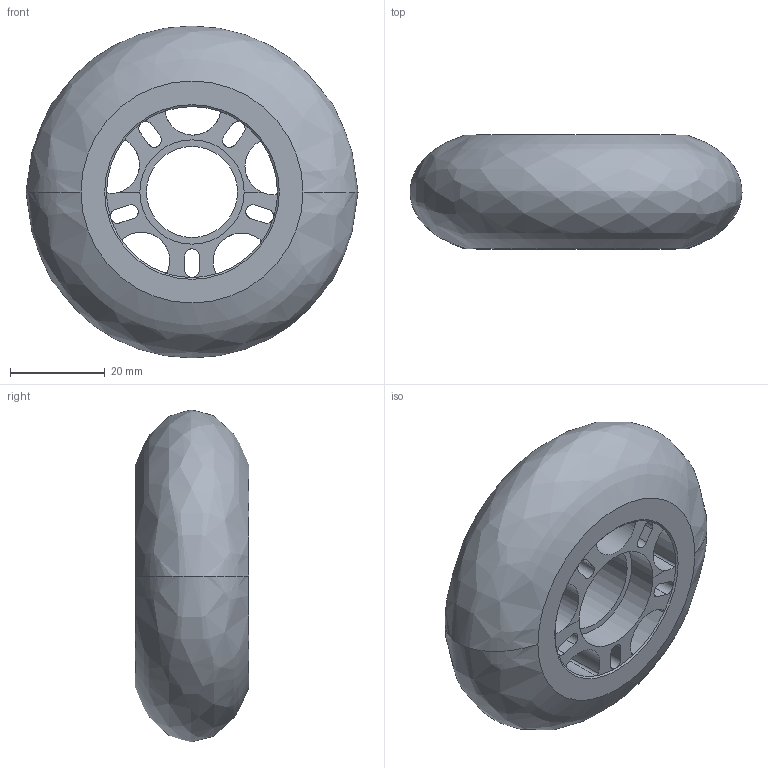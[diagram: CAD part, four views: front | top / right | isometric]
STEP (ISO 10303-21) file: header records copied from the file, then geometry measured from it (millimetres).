
FILE_DESCRIPTION (( 'STEP AP203' ), '1' );
FILE_NAME ('Pololu_scooter_skate_wheel_3272.STEP', '2019-12-22T23:27:29', ( '' ), ( '' ), 'SwSTEP 2.0', 'SolidWorks 2018', '' );
FILE_SCHEMA (( 'CONFIG_CONTROL_DESIGN' ));
Length unit declared in the file: millimetre
Products named in the file (1): Pololu_scooter_skate_wheel_3272
Bounding box: 70 x 24 x 70 mm (x, y, z)
Volume: 60354.5 mm3; surface area: 15783 mm2
Topology: 1 solids, 1 shells, 71 faces, 225 edges, 138 vertices
Faces by surface type: cylinder 45, plane 14, cone 10, bspline 2
Entity records: 3378 total; most frequent: CARTESIAN_POINT 1467, ORIENTED_EDGE 450, DIRECTION 313, EDGE_CURVE 225, VERTEX_POINT 138, AXIS2_PLACEMENT_3D 124, B_SPLINE_CURVE_WITH_KNOTS 106, EDGE_LOOP 75
